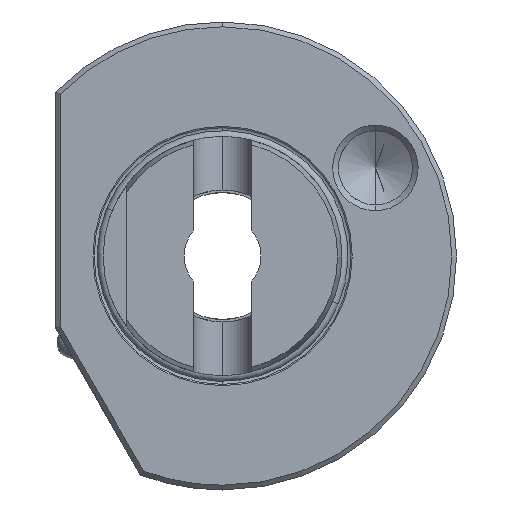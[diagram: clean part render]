
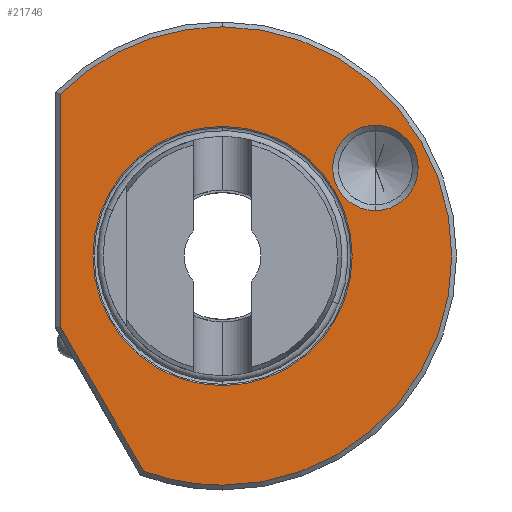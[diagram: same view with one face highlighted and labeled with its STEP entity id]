
A CAD part, left-side view. The second image highlights one B-rep face of the part: STEP entity #21746.
In plain terms, the highlighted planar face has unit normal (-1, 0, 0).
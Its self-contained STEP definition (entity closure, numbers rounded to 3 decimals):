
#413 = AXIS2_PLACEMENT_3D ( 'NONE', #26272, #26318, #26341 ) ;
#418 = AXIS2_PLACEMENT_3D ( 'NONE', #25996, #25964, #25934 ) ;
#469 = EDGE_CURVE ( 'NONE', #23434, #32949, #8134, .T. ) ;
#496 = EDGE_CURVE ( 'NONE', #32961, #23434, #24445, .T. ) ;
#712 = EDGE_CURVE ( 'NONE', #23279, #23317, #23148, .T. ) ;
#713 = EDGE_CURVE ( 'NONE', #32961, #33105, #23150, .T. ) ;
#734 = EDGE_CURVE ( 'NONE', #23294, #23424, #23264, .T. ) ;
#762 = EDGE_CURVE ( 'NONE', #33105, #33042, #26219, .T. ) ;
#763 = EDGE_CURVE ( 'NONE', #32949, #33042, #11294, .T. ) ;
#6509 = DIRECTION ( 'NONE',  ( 0., 0., -1. ) ) ;
#6512 = DIRECTION ( 'NONE',  ( 1., 0., 0. ) ) ;
#6536 = CARTESIAN_POINT ( 'NONE',  ( 2., 34., -32.848 ) ) ;
#6567 = CARTESIAN_POINT ( 'NONE',  ( 2., -32.01, 18.46 ) ) ;
#6574 = DIRECTION ( 'NONE',  ( 0., 0., -1. ) ) ;
#6746 = DIRECTION ( 'NONE',  ( 0., 0., -1. ) ) ;
#6752 = CARTESIAN_POINT ( 'NONE',  ( 2., 0., 0. ) ) ;
#6764 = DIRECTION ( 'NONE',  ( 1., 0., 0. ) ) ;
#7092 = FACE_BOUND ( 'NONE', #8518, .T. ) ;
#7108 = FACE_OUTER_BOUND ( 'NONE', #8495, .T. ) ;
#7114 = FACE_BOUND ( 'NONE', #8470, .T. ) ;
#7603 = CIRCLE ( 'NONE', #23796, 8.95 ) ;
#7683 = CIRCLE ( 'NONE', #23855, 27.15 ) ;
#8025 = EDGE_CURVE ( 'NONE', #23317, #23279, #7603, .T. ) ;
#8134 = CIRCLE ( 'NONE', #418, 48. ) ;
#8470 = EDGE_LOOP ( 'NONE', ( #18830, #18819 ) ) ;
#8495 = EDGE_LOOP ( 'NONE', ( #18795, #18745, #18706, #18673, #18961 ) ) ;
#8518 = EDGE_LOOP ( 'NONE', ( #18848, #18788 ) ) ;
#10085 = DIRECTION ( 'NONE',  ( 0., 0., -1. ) ) ;
#10095 = CARTESIAN_POINT ( 'NONE',  ( 2., 0., 0. ) ) ;
#10112 = DIRECTION ( 'NONE',  ( 1., 0., 0. ) ) ;
#11291 = EDGE_CURVE ( 'NONE', #23424, #23294, #7683, .T. ) ;
#11294 = CIRCLE ( 'NONE', #23743, 48. ) ;
#18673 = ORIENTED_EDGE ( 'NONE', *, *, #469, .F. ) ;
#18706 = ORIENTED_EDGE ( 'NONE', *, *, #763, .F. ) ;
#18745 = ORIENTED_EDGE ( 'NONE', *, *, #762, .T. ) ;
#18788 = ORIENTED_EDGE ( 'NONE', *, *, #734, .T. ) ;
#18795 = ORIENTED_EDGE ( 'NONE', *, *, #713, .T. ) ;
#18819 = ORIENTED_EDGE ( 'NONE', *, *, #712, .T. ) ;
#18830 = ORIENTED_EDGE ( 'NONE', *, *, #8025, .T. ) ;
#18848 = ORIENTED_EDGE ( 'NONE', *, *, #11291, .T. ) ;
#18961 = ORIENTED_EDGE ( 'NONE', *, *, #496, .F. ) ;
#20775 = CARTESIAN_POINT ( 'NONE',  ( 2., -32.01, 9.51 ) ) ;
#20777 = CARTESIAN_POINT ( 'NONE',  ( 2., 0., -27.15 ) ) ;
#20790 = CARTESIAN_POINT ( 'NONE',  ( 2., -32.01, 27.41 ) ) ;
#20928 = CARTESIAN_POINT ( 'NONE',  ( 2., 0., 48. ) ) ;
#20937 = CARTESIAN_POINT ( 'NONE',  ( 2., 0., 27.15 ) ) ;
#21023 = CARTESIAN_POINT ( 'NONE',  ( 2., 0., -48. ) ) ;
#21026 = CARTESIAN_POINT ( 'NONE',  ( 2., 34., 33.882 ) ) ;
#21100 = CARTESIAN_POINT ( 'NONE',  ( 2., 16.486, -45.08 ) ) ;
#21141 = CARTESIAN_POINT ( 'NONE',  ( 2., 34., -14.745 ) ) ;
#21746 = ADVANCED_FACE ( 'NONE', ( #7092, #7114, #7108 ), #27344, .F. ) ;
#23148 = CIRCLE ( 'NONE', #23763, 8.95 ) ;
#23150 = LINE ( 'NONE', #6536, #23157 ) ;
#23157 = VECTOR ( 'NONE', #6574, 1000. ) ;
#23264 = CIRCLE ( 'NONE', #23775, 27.15 ) ;
#23279 = VERTEX_POINT ( 'NONE', #20775 ) ;
#23294 = VERTEX_POINT ( 'NONE', #20777 ) ;
#23317 = VERTEX_POINT ( 'NONE', #20790 ) ;
#23424 = VERTEX_POINT ( 'NONE', #20937 ) ;
#23434 = VERTEX_POINT ( 'NONE', #20928 ) ;
#23743 = AXIS2_PLACEMENT_3D ( 'NONE', #33548, #33518, #33536 ) ;
#23763 = AXIS2_PLACEMENT_3D ( 'NONE', #6567, #6512, #6509 ) ;
#23775 = AXIS2_PLACEMENT_3D ( 'NONE', #6752, #6764, #6746 ) ;
#23796 = AXIS2_PLACEMENT_3D ( 'NONE', #34112, #34127, #34114 ) ;
#23855 = AXIS2_PLACEMENT_3D ( 'NONE', #10095, #10112, #10085 ) ;
#24094 = AXIS2_PLACEMENT_3D ( 'NONE', #27339, #27368, #27369 ) ;
#24445 = CIRCLE ( 'NONE', #413, 48. ) ;
#24503 = VECTOR ( 'NONE', #33512, 1000. ) ;
#25934 = DIRECTION ( 'NONE',  ( 0., 0., -1. ) ) ;
#25964 = DIRECTION ( 'NONE',  ( 1., 0., 0. ) ) ;
#25996 = CARTESIAN_POINT ( 'NONE',  ( 2., 0., 0. ) ) ;
#26219 = LINE ( 'NONE', #33515, #24503 ) ;
#26272 = CARTESIAN_POINT ( 'NONE',  ( 2., 0., 0. ) ) ;
#26318 = DIRECTION ( 'NONE',  ( 1., 0., 0. ) ) ;
#26341 = DIRECTION ( 'NONE',  ( 0., 0., -1. ) ) ;
#27339 = CARTESIAN_POINT ( 'NONE',  ( 2., 25., 0. ) ) ;
#27344 = PLANE ( 'NONE',  #24094 ) ;
#27368 = DIRECTION ( 'NONE',  ( 1., 0., 0. ) ) ;
#27369 = DIRECTION ( 'NONE',  ( 0., 0., -1. ) ) ;
#32949 = VERTEX_POINT ( 'NONE', #21023 ) ;
#32961 = VERTEX_POINT ( 'NONE', #21026 ) ;
#33042 = VERTEX_POINT ( 'NONE', #21100 ) ;
#33105 = VERTEX_POINT ( 'NONE', #21141 ) ;
#33512 = DIRECTION ( 'NONE',  ( 0., -0.5, -0.866 ) ) ;
#33515 = CARTESIAN_POINT ( 'NONE',  ( 2., 38.135, -7.583 ) ) ;
#33518 = DIRECTION ( 'NONE',  ( 1., 0., 0. ) ) ;
#33536 = DIRECTION ( 'NONE',  ( 0., 0., -1. ) ) ;
#33548 = CARTESIAN_POINT ( 'NONE',  ( 2., 0., 0. ) ) ;
#34112 = CARTESIAN_POINT ( 'NONE',  ( 2., -32.01, 18.46 ) ) ;
#34114 = DIRECTION ( 'NONE',  ( 0., 0., -1. ) ) ;
#34127 = DIRECTION ( 'NONE',  ( 1., 0., 0. ) ) ;
